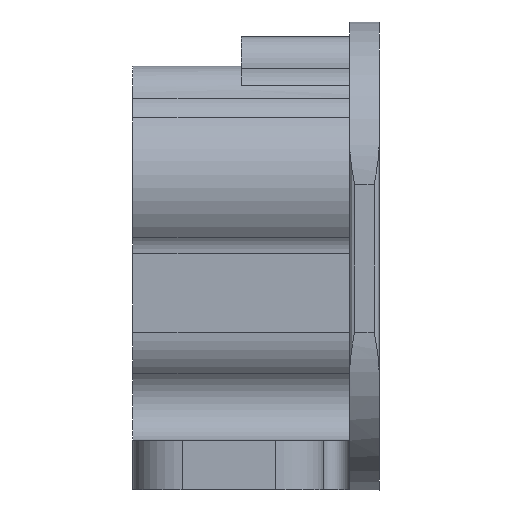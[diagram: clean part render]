
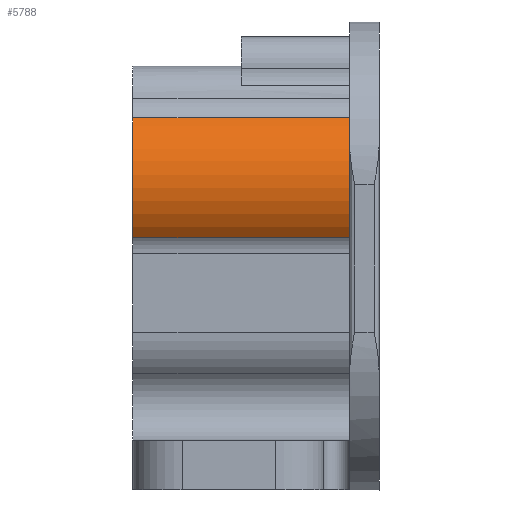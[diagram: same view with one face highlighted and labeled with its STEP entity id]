
A CAD part, left-side view. The second image highlights one B-rep face of the part: STEP entity #5788.
In plain terms, the highlighted face is a revolution surface.
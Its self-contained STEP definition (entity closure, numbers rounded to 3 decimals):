
#240 = PLANE('',#241);
#241 = AXIS2_PLACEMENT_3D('',#242,#243,#244);
#242 = CARTESIAN_POINT('',(0.,0.,0.));
#243 = DIRECTION('',(0.,1.,0.));
#244 = DIRECTION('',(0.,0.,1.));
#1577 = PLANE('',#1578);
#1578 = AXIS2_PLACEMENT_3D('',#1579,#1580,#1581);
#1579 = CARTESIAN_POINT('',(0.,44.,0.));
#1580 = DIRECTION('',(0.,1.,0.));
#1581 = DIRECTION('',(0.,0.,1.));
#5667 = SURFACE_OF_REVOLUTION('',#5668,#5672);
#5668 = LINE('',#5669,#5670);
#5669 = CARTESIAN_POINT('',(-13.136,0.,51.209));
#5670 = VECTOR('',#5671,1.);
#5671 = DIRECTION('',(0.,1.,0.));
#5672 = AXIS1_PLACEMENT('',#5673,#5674);
#5673 = CARTESIAN_POINT('',(-17.,22.,48.036));
#5674 = DIRECTION('',(0.,-1.,0.));
#5707 = VERTEX_POINT('',#5708);
#5708 = CARTESIAN_POINT('',(-13.136,0.,51.209));
#5733 = EDGE_CURVE('',#5734,#5707,#5736,.T.);
#5734 = VERTEX_POINT('',#5735);
#5735 = CARTESIAN_POINT('',(-13.136,44.,51.209));
#5736 = SURFACE_CURVE('',#5737,(#5741,#5748),.PCURVE_S1.);
#5737 = LINE('',#5738,#5739);
#5738 = CARTESIAN_POINT('',(-13.136,44.,51.209));
#5739 = VECTOR('',#5740,1.);
#5740 = DIRECTION('',(0.,-1.,0.));
#5741 = PCURVE('',#5667,#5742);
#5742 = DEFINITIONAL_REPRESENTATION('',(#5743),#5747);
#5743 = LINE('',#5744,#5745);
#5744 = CARTESIAN_POINT('',(6.283,44.));
#5745 = VECTOR('',#5746,1.);
#5746 = DIRECTION('',(0.,-1.));
#5747 = ( GEOMETRIC_REPRESENTATION_CONTEXT(2) 
PARAMETRIC_REPRESENTATION_CONTEXT() REPRESENTATION_CONTEXT('2D SPACE',''
  ) );
#5748 = PCURVE('',#5749,#5757);
#5749 = SURFACE_OF_REVOLUTION('',#5750,#5754);
#5750 = LINE('',#5751,#5752);
#5751 = CARTESIAN_POINT('',(-13.136,0.,51.209));
#5752 = VECTOR('',#5753,1.);
#5753 = DIRECTION('',(0.,1.,0.));
#5754 = AXIS1_PLACEMENT('',#5755,#5756);
#5755 = CARTESIAN_POINT('',(0.,22.,62.));
#5756 = DIRECTION('',(0.,-1.,0.));
#5757 = DEFINITIONAL_REPRESENTATION('',(#5758),#5761);
#5758 = B_SPLINE_CURVE_WITH_KNOTS('',1,(#5759,#5760),.UNSPECIFIED.,.F.,
  .F.,(2,2),(0.,44.),.PIECEWISE_BEZIER_KNOTS.);
#5759 = CARTESIAN_POINT('',(6.283,44.));
#5760 = CARTESIAN_POINT('',(6.283,0.));
#5761 = ( GEOMETRIC_REPRESENTATION_CONTEXT(2) 
PARAMETRIC_REPRESENTATION_CONTEXT() REPRESENTATION_CONTEXT('2D SPACE',''
  ) );
#5788 = ADVANCED_FACE('',(#5789),#5749,.F.);
#5789 = FACE_BOUND('',#5790,.F.);
#5790 = EDGE_LOOP('',(#5791,#5815,#5845,#5866));
#5791 = ORIENTED_EDGE('',*,*,#5792,.T.);
#5792 = EDGE_CURVE('',#5734,#5793,#5795,.T.);
#5793 = VERTEX_POINT('',#5794);
#5794 = CARTESIAN_POINT('',(-10.194,44.,75.605));
#5795 = SURFACE_CURVE('',#5796,(#5801,#5808),.PCURVE_S1.);
#5796 = CIRCLE('',#5797,17.);
#5797 = AXIS2_PLACEMENT_3D('',#5798,#5799,#5800);
#5798 = CARTESIAN_POINT('',(0.,44.,62.));
#5799 = DIRECTION('',(0.,1.,0.));
#5800 = DIRECTION('',(-0.773,0.,-0.635));
#5801 = PCURVE('',#5749,#5802);
#5802 = DEFINITIONAL_REPRESENTATION('',(#5803),#5807);
#5803 = LINE('',#5804,#5805);
#5804 = CARTESIAN_POINT('',(6.283,44.));
#5805 = VECTOR('',#5806,1.);
#5806 = DIRECTION('',(-1.,0.));
#5807 = ( GEOMETRIC_REPRESENTATION_CONTEXT(2) 
PARAMETRIC_REPRESENTATION_CONTEXT() REPRESENTATION_CONTEXT('2D SPACE',''
  ) );
#5808 = PCURVE('',#1577,#5809);
#5809 = DEFINITIONAL_REPRESENTATION('',(#5810),#5814);
#5810 = CIRCLE('',#5811,17.);
#5811 = AXIS2_PLACEMENT_2D('',#5812,#5813);
#5812 = CARTESIAN_POINT('',(62.,0.));
#5813 = DIRECTION('',(-0.635,-0.773));
#5814 = ( GEOMETRIC_REPRESENTATION_CONTEXT(2) 
PARAMETRIC_REPRESENTATION_CONTEXT() REPRESENTATION_CONTEXT('2D SPACE',''
  ) );
#5815 = ORIENTED_EDGE('',*,*,#5816,.T.);
#5816 = EDGE_CURVE('',#5793,#5817,#5819,.T.);
#5817 = VERTEX_POINT('',#5818);
#5818 = CARTESIAN_POINT('',(-10.194,0.,75.605));
#5819 = SURFACE_CURVE('',#5820,(#5824,#5831),.PCURVE_S1.);
#5820 = LINE('',#5821,#5822);
#5821 = CARTESIAN_POINT('',(-10.194,44.,75.605));
#5822 = VECTOR('',#5823,1.);
#5823 = DIRECTION('',(0.,-1.,0.));
#5824 = PCURVE('',#5749,#5825);
#5825 = DEFINITIONAL_REPRESENTATION('',(#5826),#5830);
#5826 = LINE('',#5827,#5828);
#5827 = CARTESIAN_POINT('',(4.668,44.));
#5828 = VECTOR('',#5829,1.);
#5829 = DIRECTION('',(0.,-1.));
#5830 = ( GEOMETRIC_REPRESENTATION_CONTEXT(2) 
PARAMETRIC_REPRESENTATION_CONTEXT() REPRESENTATION_CONTEXT('2D SPACE',''
  ) );
#5831 = PCURVE('',#5832,#5840);
#5832 = SURFACE_OF_REVOLUTION('',#5833,#5837);
#5833 = LINE('',#5834,#5835);
#5834 = CARTESIAN_POINT('',(-7.881,0.,79.375));
#5835 = VECTOR('',#5836,1.);
#5836 = DIRECTION('',(0.,1.,0.));
#5837 = AXIS1_PLACEMENT('',#5838,#5839);
#5838 = CARTESIAN_POINT('',(-13.792,22.,80.406));
#5839 = DIRECTION('',(0.,-1.,0.));
#5840 = DEFINITIONAL_REPRESENTATION('',(#5841),#5844);
#5841 = B_SPLINE_CURVE_WITH_KNOTS('',1,(#5842,#5843),.UNSPECIFIED.,.F.,
  .F.,(2,2),(0.,44.),.PIECEWISE_BEZIER_KNOTS.);
#5842 = CARTESIAN_POINT('',(5.528,44.));
#5843 = CARTESIAN_POINT('',(5.528,0.));
#5844 = ( GEOMETRIC_REPRESENTATION_CONTEXT(2) 
PARAMETRIC_REPRESENTATION_CONTEXT() REPRESENTATION_CONTEXT('2D SPACE',''
  ) );
#5845 = ORIENTED_EDGE('',*,*,#5846,.F.);
#5846 = EDGE_CURVE('',#5707,#5817,#5847,.T.);
#5847 = SURFACE_CURVE('',#5848,(#5853,#5859),.PCURVE_S1.);
#5848 = CIRCLE('',#5849,17.);
#5849 = AXIS2_PLACEMENT_3D('',#5850,#5851,#5852);
#5850 = CARTESIAN_POINT('',(0.,0.,62.));
#5851 = DIRECTION('',(0.,1.,0.));
#5852 = DIRECTION('',(-0.773,0.,-0.635));
#5853 = PCURVE('',#5749,#5854);
#5854 = DEFINITIONAL_REPRESENTATION('',(#5855),#5858);
#5855 = B_SPLINE_CURVE_WITH_KNOTS('',1,(#5856,#5857),.UNSPECIFIED.,.F.,
  .F.,(2,2),(0.,1.615),.PIECEWISE_BEZIER_KNOTS.);
#5856 = CARTESIAN_POINT('',(6.283,0.));
#5857 = CARTESIAN_POINT('',(4.668,0.));
#5858 = ( GEOMETRIC_REPRESENTATION_CONTEXT(2) 
PARAMETRIC_REPRESENTATION_CONTEXT() REPRESENTATION_CONTEXT('2D SPACE',''
  ) );
#5859 = PCURVE('',#240,#5860);
#5860 = DEFINITIONAL_REPRESENTATION('',(#5861),#5865);
#5861 = CIRCLE('',#5862,17.);
#5862 = AXIS2_PLACEMENT_2D('',#5863,#5864);
#5863 = CARTESIAN_POINT('',(62.,0.));
#5864 = DIRECTION('',(-0.635,-0.773));
#5865 = ( GEOMETRIC_REPRESENTATION_CONTEXT(2) 
PARAMETRIC_REPRESENTATION_CONTEXT() REPRESENTATION_CONTEXT('2D SPACE',''
  ) );
#5866 = ORIENTED_EDGE('',*,*,#5733,.F.);
